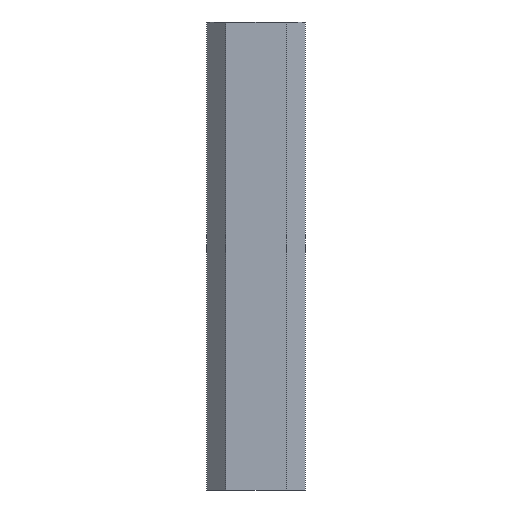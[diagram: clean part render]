
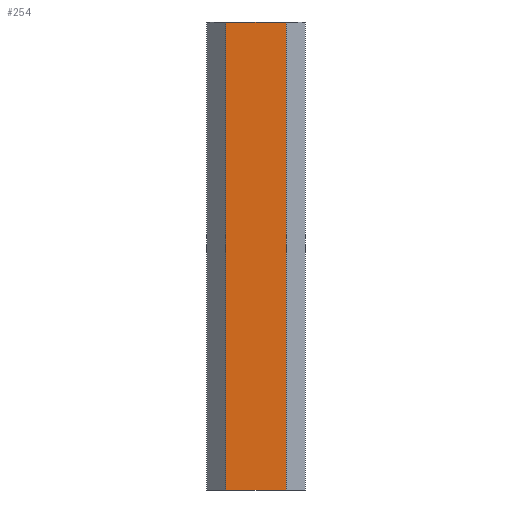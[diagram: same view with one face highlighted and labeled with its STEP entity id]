
A CAD part, front view. The second image highlights one B-rep face of the part: STEP entity #254.
In plain terms, the highlighted planar face has unit normal (0, -1, 0).
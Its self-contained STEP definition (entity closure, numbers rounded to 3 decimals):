
#59 = CARTESIAN_POINT ( 'NONE',  ( 6.5, -10.5, 100. ) ) ;
#63 = CARTESIAN_POINT ( 'NONE',  ( -6.5, -10.5, 100. ) ) ;
#66 = CARTESIAN_POINT ( 'NONE',  ( 6.5, -10.5, 0. ) ) ;
#69 = CARTESIAN_POINT ( 'NONE',  ( -6.5, -10.5, 0. ) ) ;
#133 = ORIENTED_EDGE ( 'NONE', *, *, #569, .T. ) ;
#134 = ORIENTED_EDGE ( 'NONE', *, *, #582, .F. ) ;
#135 = ORIENTED_EDGE ( 'NONE', *, *, #553, .F. ) ;
#136 = ORIENTED_EDGE ( 'NONE', *, *, #558, .T. ) ;
#254 = ADVANCED_FACE ( 'NONE', ( #291 ), #892, .F. ) ;
#291 = FACE_OUTER_BOUND ( 'NONE', #537, .T. ) ;
#359 = LINE ( 'NONE', #532, #360 ) ;
#360 = VECTOR ( 'NONE', #531, 1000. ) ;
#369 = LINE ( 'NONE', #592, #370 ) ;
#370 = VECTOR ( 'NONE', #591, 1000. ) ;
#391 = LINE ( 'NONE', #704, #392 ) ;
#392 = VECTOR ( 'NONE', #700, 1000. ) ;
#419 = LINE ( 'NONE', #764, #420 ) ;
#420 = VECTOR ( 'NONE', #777, 1000. ) ;
#531 = DIRECTION ( 'NONE',  ( 1., 0., 0. ) ) ;
#532 = CARTESIAN_POINT ( 'NONE',  ( -6.5, -10.5, 100. ) ) ;
#537 = EDGE_LOOP ( 'NONE', ( #133, #134, #135, #136 ) ) ;
#553 = EDGE_CURVE ( 'NONE', #855, #847, #359, .T. ) ;
#558 = EDGE_CURVE ( 'NONE', #855, #862, #369, .T. ) ;
#569 = EDGE_CURVE ( 'NONE', #862, #858, #391, .T. ) ;
#582 = EDGE_CURVE ( 'NONE', #847, #858, #419, .T. ) ;
#591 = DIRECTION ( 'NONE',  ( 0., 0., -1. ) ) ;
#592 = CARTESIAN_POINT ( 'NONE',  ( -6.5, -10.5, 100. ) ) ;
#700 = DIRECTION ( 'NONE',  ( 1., 0., 0. ) ) ;
#704 = CARTESIAN_POINT ( 'NONE',  ( -6.5, -10.5, 0. ) ) ;
#743 = AXIS2_PLACEMENT_3D ( 'NONE', #895, #896, #897 ) ;
#764 = CARTESIAN_POINT ( 'NONE',  ( 6.5, -10.5, 100. ) ) ;
#777 = DIRECTION ( 'NONE',  ( 0., 0., -1. ) ) ;
#847 = VERTEX_POINT ( 'NONE', #59 ) ;
#855 = VERTEX_POINT ( 'NONE', #63 ) ;
#858 = VERTEX_POINT ( 'NONE', #66 ) ;
#862 = VERTEX_POINT ( 'NONE', #69 ) ;
#892 = PLANE ( 'NONE',  #743 ) ;
#895 = CARTESIAN_POINT ( 'NONE',  ( -6.5, -10.5, 100. ) ) ;
#896 = DIRECTION ( 'NONE',  ( 0., 1., 0. ) ) ;
#897 = DIRECTION ( 'NONE',  ( -1., 0., 0. ) ) ;
